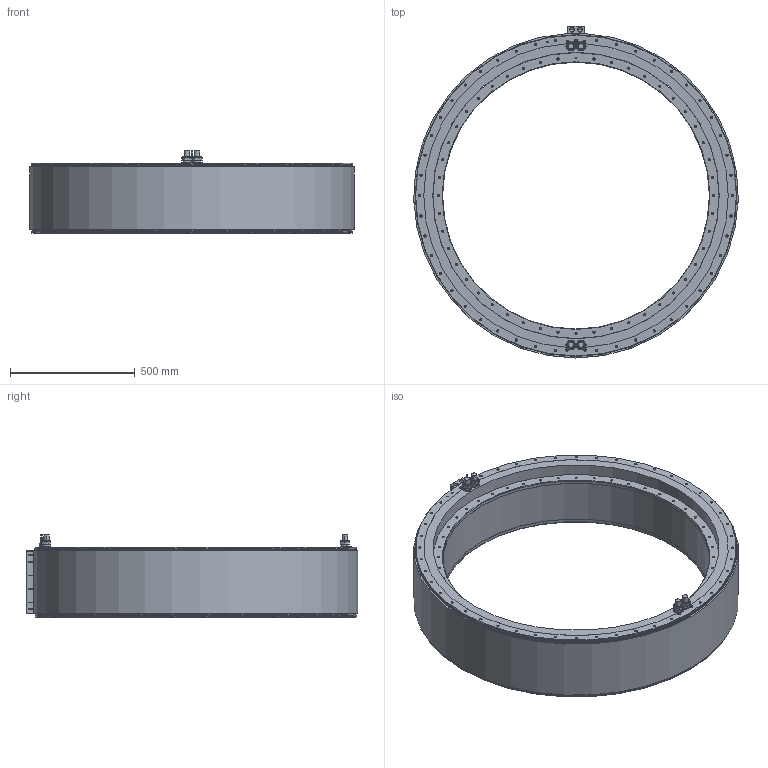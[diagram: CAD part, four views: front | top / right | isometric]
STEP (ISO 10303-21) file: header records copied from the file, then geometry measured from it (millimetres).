
FILE_DESCRIPTION((''),'2;1');
FILE_NAME('1220019-37_ASM','2018-10-29T',('CH52307'),(''),'PRO/ENGINEER BY PARAMETRIC TECHNOLOGY CORPORATION, 2014000','PRO/ENGINEER BY PARAMETRIC TECHNOLOGY CORPORATION, 2014000','');
FILE_SCHEMA(('CONFIG_CONTROL_DESIGN'));
Length unit declared in the file: millimetre
Products named in the file (3): PRT0001; PRT0002; 1220019-37_ASM
Assembly tree (2 placements, depth 2):
  1220019-37_ASM
    PRT0001
    PRT0002
Bounding box: 1301.54 x 1331.09 x 329.8 mm (x, y, z)
Volume: 109408916.9 mm3; surface area: 4702336 mm2
Topology: 2 solids, 37 shells, 1813 faces, 4405 edges, 2514 vertices
Faces by surface type: cylinder 756, cone 514, plane 393, torus 142, sphere 8
Entity records: 56837 total; most frequent: DIRECTION 9645, CARTESIAN_POINT 8888, ORIENTED_EDGE 7970, EDGE_CURVE 3985, AXIS2_PLACEMENT_3D 3938, VERTEX_POINT 2514, EDGE_LOOP 2147, CIRCLE 2120
